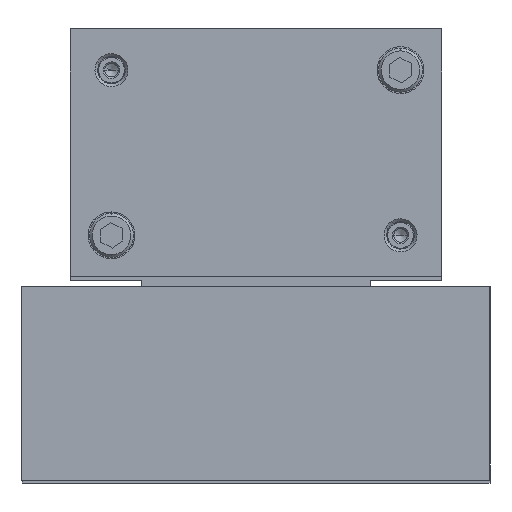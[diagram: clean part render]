
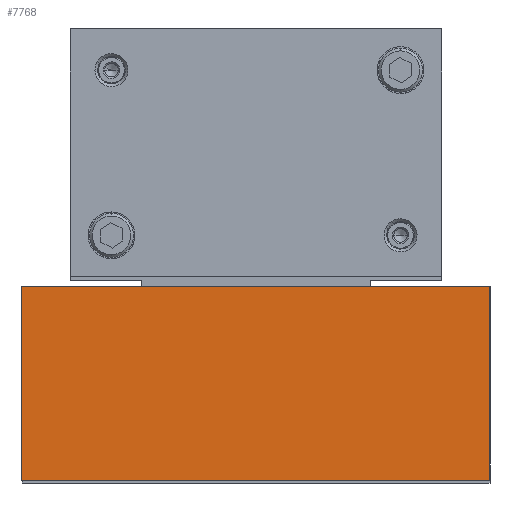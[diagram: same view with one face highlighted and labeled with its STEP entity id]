
A CAD part, left-side view. The second image highlights one B-rep face of the part: STEP entity #7768.
In plain terms, the highlighted planar face has unit normal (-1, 0, 0).
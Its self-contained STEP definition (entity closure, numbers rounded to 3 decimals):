
#7410=CARTESIAN_POINT('Vertex',(20.,0.,71.5)) ;
#7413=CARTESIAN_POINT('Line Origine',(20.,0.,36.25)) ;
#7417=CARTESIAN_POINT('Vertex',(20.,0.,1.)) ;
#7618=CARTESIAN_POINT('Vertex',(20.,170.,71.5)) ;
#7621=CARTESIAN_POINT('Line Origine',(20.,85.,71.5)) ;
#7745=CARTESIAN_POINT('Axis2P3D Location',(20.,170.,1.)) ;
#7750=CARTESIAN_POINT('Line Origine',(20.,170.,36.25)) ;
#7754=CARTESIAN_POINT('Vertex',(20.,170.,1.)) ;
#7757=CARTESIAN_POINT('Line Origine',(20.,85.,1.)) ;
#7414=DIRECTION('Vector Direction',(0.,0.,1.)) ;
#7622=DIRECTION('Vector Direction',(0.,1.,0.)) ;
#7746=DIRECTION('Axis2P3D Direction',(-1.,0.,0.)) ;
#7747=DIRECTION('Axis2P3D XDirection',(0.,-1.,0.)) ;
#7751=DIRECTION('Vector Direction',(0.,0.,-1.)) ;
#7758=DIRECTION('Vector Direction',(0.,-1.,0.)) ;
#7748=AXIS2_PLACEMENT_3D('Plane Axis2P3D',#7745,#7746,#7747) ;
#7763=ORIENTED_EDGE('',*,*,#7756,.T.) ;
#7764=ORIENTED_EDGE('',*,*,#7761,.T.) ;
#7765=ORIENTED_EDGE('',*,*,#7419,.T.) ;
#7766=ORIENTED_EDGE('',*,*,#7625,.T.) ;
#7415=VECTOR('Line Direction',#7414,1.) ;
#7623=VECTOR('Line Direction',#7622,1.) ;
#7752=VECTOR('Line Direction',#7751,1.) ;
#7759=VECTOR('Line Direction',#7758,1.) ;
#7768=ADVANCED_FACE('Brep With Voids',(#7767),#7749,.T.) ;
#7419=EDGE_CURVE('',#7418,#7411,#7416,.T.) ;
#7625=EDGE_CURVE('',#7411,#7619,#7624,.T.) ;
#7756=EDGE_CURVE('',#7619,#7755,#7753,.T.) ;
#7761=EDGE_CURVE('',#7755,#7418,#7760,.T.) ;
#7762=EDGE_LOOP('',(#7763,#7764,#7765,#7766)) ;
#7767=FACE_OUTER_BOUND('',#7762,.T.) ;
#7416=LINE('Line',#7413,#7415) ;
#7624=LINE('Line',#7621,#7623) ;
#7753=LINE('Line',#7750,#7752) ;
#7760=LINE('Line',#7757,#7759) ;
#7749=PLANE('Plane',#7748) ;
#7411=VERTEX_POINT('',#7410) ;
#7418=VERTEX_POINT('',#7417) ;
#7619=VERTEX_POINT('',#7618) ;
#7755=VERTEX_POINT('',#7754) ;
